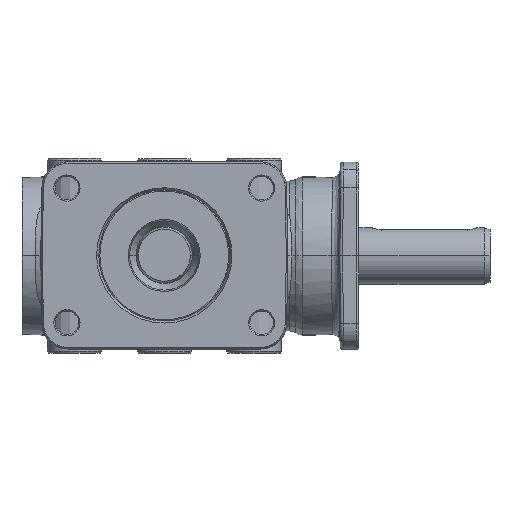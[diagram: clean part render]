
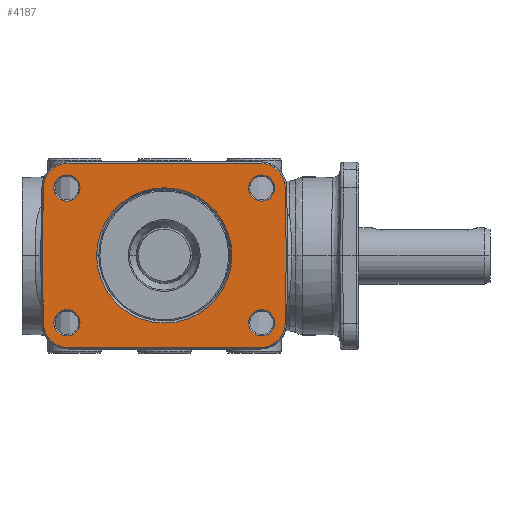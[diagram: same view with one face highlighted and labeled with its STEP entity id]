
A CAD part, top view. The second image highlights one B-rep face of the part: STEP entity #4187.
In plain terms, the highlighted planar face has unit normal (0, 0, 1).
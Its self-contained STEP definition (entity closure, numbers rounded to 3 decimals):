
#4187=ADVANCED_FACE('',(#8478,#8479,#8480,#8481,#8482,#8483),#8484,.F.);
#8478=FACE_OUTER_BOUND('',#44954,.T.);
#8479=FACE_BOUND('',#44955,.T.);
#8480=FACE_BOUND('',#44956,.T.);
#8481=FACE_BOUND('',#44957,.T.);
#8482=FACE_BOUND('',#44958,.T.);
#8483=FACE_BOUND('',#44959,.T.);
#8484=PLANE('',#44960);
#44954=EDGE_LOOP('',(#53509,#53510,#53511,#53512,#53513,#53514,#53515,#53516,#53517,#53518,#53519,#53520,#53521,#53522));
#44955=EDGE_LOOP('',(#53523,#53524));
#44956=EDGE_LOOP('',(#53525,#53526));
#44957=EDGE_LOOP('',(#53527,#53528));
#44958=EDGE_LOOP('',(#53529,#53530));
#44959=EDGE_LOOP('',(#53531,#53532));
#44960=AXIS2_PLACEMENT_3D('',#53533,#53534,#53535);
#53509=ORIENTED_EDGE('',*,*,#55334,.F.);
#53510=ORIENTED_EDGE('',*,*,#53920,.F.);
#53511=ORIENTED_EDGE('',*,*,#57579,.F.);
#53512=ORIENTED_EDGE('',*,*,#57581,.F.);
#53513=ORIENTED_EDGE('',*,*,#57584,.F.);
#53514=ORIENTED_EDGE('',*,*,#53915,.F.);
#53515=ORIENTED_EDGE('',*,*,#57587,.F.);
#53516=ORIENTED_EDGE('',*,*,#57589,.F.);
#53517=ORIENTED_EDGE('',*,*,#54571,.F.);
#53518=ORIENTED_EDGE('',*,*,#55324,.F.);
#53519=ORIENTED_EDGE('',*,*,#55326,.F.);
#53520=ORIENTED_EDGE('',*,*,#55329,.F.);
#53521=ORIENTED_EDGE('',*,*,#54566,.F.);
#53522=ORIENTED_EDGE('',*,*,#55332,.F.);
#53523=ORIENTED_EDGE('',*,*,#55127,.F.);
#53524=ORIENTED_EDGE('',*,*,#54759,.F.);
#53525=ORIENTED_EDGE('',*,*,#55132,.F.);
#53526=ORIENTED_EDGE('',*,*,#54749,.F.);
#53527=ORIENTED_EDGE('',*,*,#55137,.F.);
#53528=ORIENTED_EDGE('',*,*,#54739,.F.);
#53529=ORIENTED_EDGE('',*,*,#55142,.F.);
#53530=ORIENTED_EDGE('',*,*,#54729,.F.);
#53531=ORIENTED_EDGE('',*,*,#57601,.F.);
#53532=ORIENTED_EDGE('',*,*,#53892,.F.);
#53533=CARTESIAN_POINT('',(33.75,0.0,90.0));
#53534=DIRECTION('',(0.0,0.0,-1.0));
#53535=DIRECTION('',(0.0,-1.0,0.0));
#53892=EDGE_CURVE('',#57829,#57832,#57833,.T.);
#53915=EDGE_CURVE('',#57864,#57867,#57868,.T.);
#53920=EDGE_CURVE('',#57873,#57876,#57877,.T.);
#54566=EDGE_CURVE('',#59050,#59053,#59054,.T.);
#54571=EDGE_CURVE('',#59059,#59062,#59063,.T.);
#54729=EDGE_CURVE('',#59330,#59333,#59334,.T.);
#54739=EDGE_CURVE('',#59346,#59349,#59350,.T.);
#54749=EDGE_CURVE('',#59362,#59365,#59366,.T.);
#54759=EDGE_CURVE('',#59378,#59381,#59382,.T.);
#55127=EDGE_CURVE('',#59381,#59378,#59891,.T.);
#55132=EDGE_CURVE('',#59365,#59362,#59897,.T.);
#55137=EDGE_CURVE('',#59349,#59346,#59903,.T.);
#55142=EDGE_CURVE('',#59333,#59330,#59909,.T.);
#55324=EDGE_CURVE('',#60130,#59059,#60132,.T.);
#55326=EDGE_CURVE('',#60134,#60130,#60135,.T.);
#55329=EDGE_CURVE('',#59053,#60134,#60138,.T.);
#55332=EDGE_CURVE('',#60140,#59050,#60142,.T.);
#55334=EDGE_CURVE('',#57876,#60140,#60144,.T.);
#57579=EDGE_CURVE('',#63215,#57873,#63217,.T.);
#57581=EDGE_CURVE('',#63219,#63215,#63220,.T.);
#57584=EDGE_CURVE('',#57867,#63219,#63223,.T.);
#57587=EDGE_CURVE('',#63225,#57864,#63227,.T.);
#57589=EDGE_CURVE('',#59062,#63225,#63229,.T.);
#57601=EDGE_CURVE('',#57832,#57829,#63241,.T.);
#57829=VERTEX_POINT('',#63651);
#57832=VERTEX_POINT('',#63655);
#57833=CIRCLE('',#63656,18.077);
#57864=VERTEX_POINT('',#63696);
#57867=VERTEX_POINT('',#63700);
#57868=CIRCLE('',#63701,6.596);
#57873=VERTEX_POINT('',#63707);
#57876=VERTEX_POINT('',#63711);
#57877=CIRCLE('',#63712,6.596);
#59050=VERTEX_POINT('',#67590);
#59053=VERTEX_POINT('',#67594);
#59054=CIRCLE('',#67595,6.596);
#59059=VERTEX_POINT('',#67601);
#59062=VERTEX_POINT('',#67605);
#59063=CIRCLE('',#67606,6.596);
#59330=VERTEX_POINT('',#68269);
#59333=VERTEX_POINT('',#68273);
#59334=CIRCLE('',#68274,3.496);
#59346=VERTEX_POINT('',#68289);
#59349=VERTEX_POINT('',#68293);
#59350=CIRCLE('',#68294,3.496);
#59362=VERTEX_POINT('',#68309);
#59365=VERTEX_POINT('',#68313);
#59366=CIRCLE('',#68314,3.496);
#59378=VERTEX_POINT('',#68329);
#59381=VERTEX_POINT('',#68333);
#59382=CIRCLE('',#68334,3.496);
#59891=CIRCLE('',#70125,3.496);
#59897=CIRCLE('',#70131,3.496);
#59903=CIRCLE('',#70137,3.496);
#59909=CIRCLE('',#70143,3.496);
#60130=VERTEX_POINT('',#70617);
#60132=CIRCLE('',#70620,6.596);
#60134=VERTEX_POINT('',#70622);
#60135=LINE('',#70623,#70624);
#60138=LINE('',#70628,#70629);
#60140=VERTEX_POINT('',#70631);
#60142=CIRCLE('',#70634,6.596);
#60144=LINE('',#70636,#70637);
#63215=VERTEX_POINT('',#80110);
#63217=CIRCLE('',#80113,6.596);
#63219=VERTEX_POINT('',#80115);
#63220=LINE('',#80116,#80117);
#63223=LINE('',#80121,#80122);
#63225=VERTEX_POINT('',#80124);
#63227=CIRCLE('',#80127,6.596);
#63229=LINE('',#80129,#80130);
#63241=CIRCLE('',#80142,18.077);
#63651=CARTESIAN_POINT('',(-18.077,0.,90.0));
#63655=CARTESIAN_POINT('',(18.077,0.,90.0));
#63656=AXIS2_PLACEMENT_3D('',#80362,#80363,#80364);
#63696=CARTESIAN_POINT('',(-30.308,-22.705,90.0));
#63700=CARTESIAN_POINT('',(-32.28,-18.115,90.0));
#63701=AXIS2_PLACEMENT_3D('',#80396,#80397,#80398);
#63707=CARTESIAN_POINT('',(-30.308,22.705,90.0));
#63711=CARTESIAN_POINT('',(-25.685,24.596,90.0));
#63712=AXIS2_PLACEMENT_3D('',#80404,#80405,#80406);
#67590=CARTESIAN_POINT('',(30.308,22.705,90.0));
#67594=CARTESIAN_POINT('',(32.28,18.115,90.0));
#67595=AXIS2_PLACEMENT_3D('',#80989,#80990,#80991);
#67601=CARTESIAN_POINT('',(30.308,-22.705,90.0));
#67605=CARTESIAN_POINT('',(25.685,-24.596,90.0));
#67606=AXIS2_PLACEMENT_3D('',#80997,#80998,#80999);
#68269=CARTESIAN_POINT('',(-29.496,-18.0,90.0));
#68273=CARTESIAN_POINT('',(-22.504,-18.0,90.0));
#68274=AXIS2_PLACEMENT_3D('',#81212,#81213,#81214);
#68289=CARTESIAN_POINT('',(22.504,-18.0,90.0));
#68293=CARTESIAN_POINT('',(29.496,-18.0,90.0));
#68294=AXIS2_PLACEMENT_3D('',#81228,#81229,#81230);
#68309=CARTESIAN_POINT('',(22.504,18.0,90.0));
#68313=CARTESIAN_POINT('',(29.496,18.0,90.0));
#68314=AXIS2_PLACEMENT_3D('',#81244,#81245,#81246);
#68329=CARTESIAN_POINT('',(-29.496,18.0,90.0));
#68333=CARTESIAN_POINT('',(-22.504,18.0,90.0));
#68334=AXIS2_PLACEMENT_3D('',#81260,#81261,#81262);
#70125=AXIS2_PLACEMENT_3D('',#81667,#81668,#81669);
#70131=AXIS2_PLACEMENT_3D('',#81676,#81677,#81678);
#70137=AXIS2_PLACEMENT_3D('',#81685,#81686,#81687);
#70143=AXIS2_PLACEMENT_3D('',#81694,#81695,#81696);
#70617=CARTESIAN_POINT('',(32.28,-18.115,90.0));
#70620=AXIS2_PLACEMENT_3D('',#81921,#81922,#81923);
#70622=CARTESIAN_POINT('',(32.596,0.,90.0));
#70623=CARTESIAN_POINT('',(32.596,0.,90.0));
#70624=VECTOR('',#81924,18.118);
#70628=CARTESIAN_POINT('',(32.28,18.115,90.0));
#70629=VECTOR('',#81926,18.118);
#70631=CARTESIAN_POINT('',(25.685,24.596,90.0));
#70634=AXIS2_PLACEMENT_3D('',#81928,#81929,#81930);
#70636=CARTESIAN_POINT('',(-25.685,24.596,90.0));
#70637=VECTOR('',#81931,51.369);
#80110=CARTESIAN_POINT('',(-32.28,18.115,90.0));
#80113=AXIS2_PLACEMENT_3D('',#83630,#83631,#83632);
#80115=CARTESIAN_POINT('',(-32.596,0.,90.0));
#80116=CARTESIAN_POINT('',(-32.596,0.,90.0));
#80117=VECTOR('',#83633,18.118);
#80121=CARTESIAN_POINT('',(-32.28,-18.115,90.0));
#80122=VECTOR('',#83635,18.118);
#80124=CARTESIAN_POINT('',(-25.685,-24.596,90.0));
#80127=AXIS2_PLACEMENT_3D('',#83637,#83638,#83639);
#80129=CARTESIAN_POINT('',(25.685,-24.596,90.0));
#80130=VECTOR('',#83640,51.369);
#80142=AXIS2_PLACEMENT_3D('',#83653,#83654,#83655);
#80362=CARTESIAN_POINT('',(0.0,0.0,90.0));
#80363=DIRECTION('',(0.0,0.0,1.0));
#80364=DIRECTION('',(-1.0,0.0,0.0));
#80396=CARTESIAN_POINT('',(-25.685,-18.0,90.0));
#80397=DIRECTION('',(-0.0,0.0,-1.0));
#80398=DIRECTION('',(-0.701,-0.713,0.0));
#80404=CARTESIAN_POINT('',(-25.685,18.0,90.0));
#80405=DIRECTION('',(0.0,0.0,-1.0));
#80406=DIRECTION('',(-0.701,0.713,0.0));
#80989=CARTESIAN_POINT('',(25.685,18.0,90.0));
#80990=DIRECTION('',(0.0,0.0,-1.0));
#80991=DIRECTION('',(0.701,0.713,0.0));
#80997=CARTESIAN_POINT('',(25.685,-18.0,90.0));
#80998=DIRECTION('',(0.0,0.0,-1.0));
#80999=DIRECTION('',(0.701,-0.713,0.0));
#81212=CARTESIAN_POINT('',(-26.0,-18.0,90.0));
#81213=DIRECTION('',(0.0,0.0,1.0));
#81214=DIRECTION('',(-1.0,0.0,0.0));
#81228=CARTESIAN_POINT('',(26.0,-18.0,90.0));
#81229=DIRECTION('',(0.0,0.0,1.0));
#81230=DIRECTION('',(-1.0,0.0,0.0));
#81244=CARTESIAN_POINT('',(26.0,18.0,90.0));
#81245=DIRECTION('',(0.0,0.0,1.0));
#81246=DIRECTION('',(-1.0,0.0,0.0));
#81260=CARTESIAN_POINT('',(-26.0,18.0,90.0));
#81261=DIRECTION('',(0.0,0.0,1.0));
#81262=DIRECTION('',(-1.0,0.0,0.0));
#81667=CARTESIAN_POINT('',(-26.0,18.0,90.0));
#81668=DIRECTION('',(0.0,0.0,1.0));
#81669=DIRECTION('',(-1.0,0.0,0.0));
#81676=CARTESIAN_POINT('',(26.0,18.0,90.0));
#81677=DIRECTION('',(0.0,0.0,1.0));
#81678=DIRECTION('',(-1.0,0.0,0.0));
#81685=CARTESIAN_POINT('',(26.0,-18.0,90.0));
#81686=DIRECTION('',(0.0,0.0,1.0));
#81687=DIRECTION('',(-1.0,0.0,0.0));
#81694=CARTESIAN_POINT('',(-26.0,-18.0,90.0));
#81695=DIRECTION('',(0.0,0.0,1.0));
#81696=DIRECTION('',(-1.0,0.0,0.0));
#81921=CARTESIAN_POINT('',(25.685,-18.0,90.0));
#81922=DIRECTION('',(0.0,0.0,-1.0));
#81923=DIRECTION('',(0.701,-0.713,0.0));
#81924=DIRECTION('',(-0.017,-1.,0.0));
#81926=DIRECTION('',(0.017,-1.,0.0));
#81928=CARTESIAN_POINT('',(25.685,18.0,90.0));
#81929=DIRECTION('',(0.0,0.0,-1.0));
#81930=DIRECTION('',(0.701,0.713,0.0));
#81931=DIRECTION('',(1.0,0.0,0.0));
#83630=CARTESIAN_POINT('',(-25.685,18.0,90.0));
#83631=DIRECTION('',(0.0,0.0,-1.0));
#83632=DIRECTION('',(-0.701,0.713,0.0));
#83633=DIRECTION('',(0.017,1.,0.0));
#83635=DIRECTION('',(-0.017,1.,0.0));
#83637=CARTESIAN_POINT('',(-25.685,-18.0,90.0));
#83638=DIRECTION('',(-0.0,0.0,-1.0));
#83639=DIRECTION('',(-0.701,-0.713,0.0));
#83640=DIRECTION('',(-1.0,0.0,0.0));
#83653=CARTESIAN_POINT('',(0.0,0.0,90.0));
#83654=DIRECTION('',(0.0,0.0,1.0));
#83655=DIRECTION('',(-1.0,0.0,0.0));
